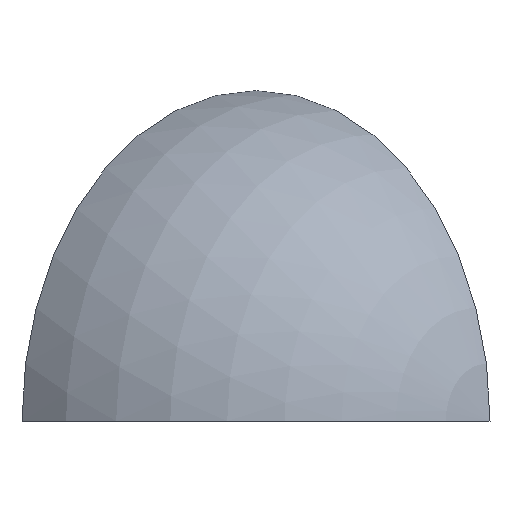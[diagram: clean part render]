
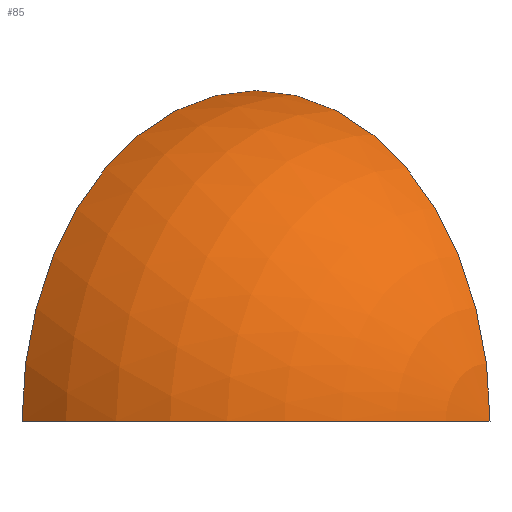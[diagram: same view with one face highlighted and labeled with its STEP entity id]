
A CAD part, top view. The second image highlights one B-rep face of the part: STEP entity #85.
In plain terms, the highlighted spherical face has radius 53.848 mm.
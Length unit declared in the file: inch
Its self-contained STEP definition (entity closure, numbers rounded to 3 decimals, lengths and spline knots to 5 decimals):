
#3 = DIRECTION ( 'NONE',  ( 0., 1., 0. ) ) ;
#6 = VERTEX_POINT ( 'NONE', #96 ) ;
#13 = AXIS2_PLACEMENT_3D ( 'NONE', #36, #157, #53 ) ;
#36 = CARTESIAN_POINT ( 'NONE',  ( 0., -1.41421, -1.41421 ) ) ;
#48 = CARTESIAN_POINT ( 'NONE',  ( 0., -1.41421, -1.41421 ) ) ;
#53 = DIRECTION ( 'NONE',  ( -0.707, 0., 0.707 ) ) ;
#60 = ORIENTED_EDGE ( 'NONE', *, *, #102, .T. ) ;
#78 = AXIS2_PLACEMENT_3D ( 'NONE', #48, #3, #88 ) ;
#84 = SPHERICAL_SURFACE ( 'NONE', #175, 2.12 ) ;
#85 = ADVANCED_FACE ( 'NONE', ( #87 ), #84, .T. ) ;
#87 = FACE_OUTER_BOUND ( 'NONE', #160, .T. ) ;
#88 = DIRECTION ( 'NONE',  ( 0., 0., 1. ) ) ;
#96 = CARTESIAN_POINT ( 'NONE',  ( 1.49907, -1.41421, 0.08485 ) ) ;
#102 = EDGE_CURVE ( 'NONE', #144, #182, #106, .T. ) ;
#106 = CIRCLE ( 'NONE', #13, 2.12 ) ;
#117 = DIRECTION ( 'NONE',  ( 0.707, 0., 0.707 ) ) ;
#122 = CIRCLE ( 'NONE', #147, 2.12 ) ;
#127 = CARTESIAN_POINT ( 'NONE',  ( -1.49907, -1.41421, 0.08485 ) ) ;
#129 = CARTESIAN_POINT ( 'NONE',  ( 0., -1.41421, -1.41421 ) ) ;
#131 = EDGE_CURVE ( 'NONE', #182, #6, #141, .T. ) ;
#132 = ORIENTED_EDGE ( 'NONE', *, *, #131, .T. ) ;
#141 = CIRCLE ( 'NONE', #78, 2.12 ) ;
#144 = VERTEX_POINT ( 'NONE', #203 ) ;
#147 = AXIS2_PLACEMENT_3D ( 'NONE', #129, #202, #174 ) ;
#154 = EDGE_CURVE ( 'NONE', #144, #6, #122, .T. ) ;
#157 = DIRECTION ( 'NONE',  ( 0.707, 0., 0.707 ) ) ;
#160 = EDGE_LOOP ( 'NONE', ( #179, #60, #132 ) ) ;
#174 = DIRECTION ( 'NONE',  ( 0.707, 0., 0.707 ) ) ;
#175 = AXIS2_PLACEMENT_3D ( 'NONE', #197, #117, #183 ) ;
#179 = ORIENTED_EDGE ( 'NONE', *, *, #154, .F. ) ;
#182 = VERTEX_POINT ( 'NONE', #127 ) ;
#183 = DIRECTION ( 'NONE',  ( -0.707, 0., 0.707 ) ) ;
#197 = CARTESIAN_POINT ( 'NONE',  ( 0., -1.41421, -1.41421 ) ) ;
#202 = DIRECTION ( 'NONE',  ( 0.707, 0., -0.707 ) ) ;
#203 = CARTESIAN_POINT ( 'NONE',  ( 0., 0.70579, -1.41421 ) ) ;
